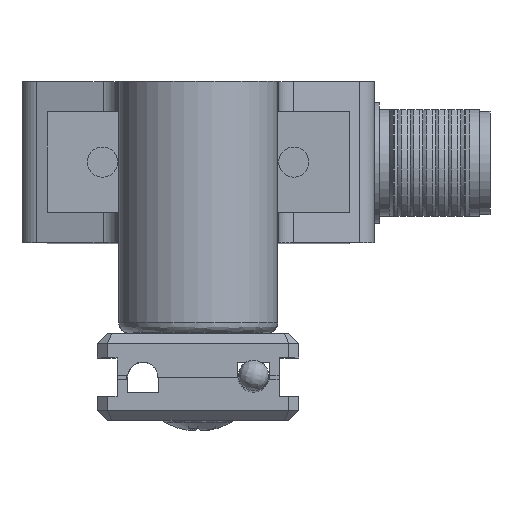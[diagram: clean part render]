
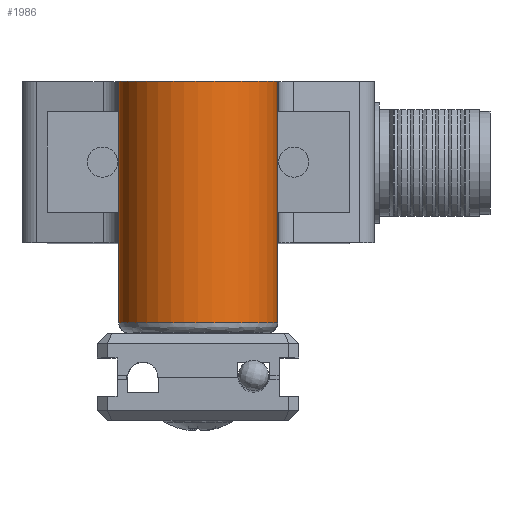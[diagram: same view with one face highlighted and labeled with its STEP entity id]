
A CAD part, top view. The second image highlights one B-rep face of the part: STEP entity #1986.
In plain terms, the highlighted cylindrical face has radius 7.9 mm (diameter 15.8 mm), a full revolution.
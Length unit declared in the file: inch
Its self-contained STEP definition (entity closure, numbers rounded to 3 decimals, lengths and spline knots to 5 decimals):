
#198 = CARTESIAN_POINT ( 'NONE',  ( -0.31102, 0., 0.70866 ) ) ;
#312 = ORIENTED_EDGE ( 'NONE', *, *, #9953, .T. ) ;
#398 = ORIENTED_EDGE ( 'NONE', *, *, #8208, .T. ) ;
#1171 = LINE ( 'NONE', #6546, #5474 ) ;
#1506 = VERTEX_POINT ( 'NONE', #6115 ) ;
#1917 = EDGE_LOOP ( 'NONE', ( #398 ) ) ;
#1986 = ADVANCED_FACE ( 'NONE', ( #10197, #10134 ), #4754, .T. ) ;
#2472 = CARTESIAN_POINT ( 'NONE',  ( 0., -0.94488, 0.70866 ) ) ;
#2557 = DIRECTION ( 'NONE',  ( 1., 0., 0. ) ) ;
#2693 = DIRECTION ( 'NONE',  ( 0., 1., 0. ) ) ;
#2829 = AXIS2_PLACEMENT_3D ( 'NONE', #5702, #11095, #11149 ) ;
#3047 = VERTEX_POINT ( 'NONE', #5723 ) ;
#3462 = DIRECTION ( 'NONE',  ( 1., 0., 0. ) ) ;
#3680 = CIRCLE ( 'NONE', #7267, 0.31102 ) ;
#3798 = DIRECTION ( 'NONE',  ( 1., 0., 0. ) ) ;
#4168 = DIRECTION ( 'NONE',  ( 0., -1., 0. ) ) ;
#4474 = EDGE_CURVE ( 'NONE', #4686, #7621, #1171, .T. ) ;
#4488 = ORIENTED_EDGE ( 'NONE', *, *, #4474, .T. ) ;
#4513 = EDGE_CURVE ( 'NONE', #8071, #1506, #10973, .T. ) ;
#4686 = VERTEX_POINT ( 'NONE', #6576 ) ;
#4754 = CYLINDRICAL_SURFACE ( 'NONE', #2829, 0.31102 ) ;
#5251 = AXIS2_PLACEMENT_3D ( 'NONE', #8447, #11080, #3798 ) ;
#5265 = ORIENTED_EDGE ( 'NONE', *, *, #6991, .T. ) ;
#5346 = EDGE_LOOP ( 'NONE', ( #5265, #4488, #312, #6122 ) ) ;
#5474 = VECTOR ( 'NONE', #10317, 39.37008 ) ;
#5702 = CARTESIAN_POINT ( 'NONE',  ( 0., 0., 0.70866 ) ) ;
#5723 = CARTESIAN_POINT ( 'NONE',  ( 0.31102, -0.94488, 0.70866 ) ) ;
#6002 = CIRCLE ( 'NONE', #5251, 0.31102 ) ;
#6088 = CARTESIAN_POINT ( 'NONE',  ( 0.31102, 0., 0.70866 ) ) ;
#6115 = CARTESIAN_POINT ( 'NONE',  ( -0.31102, -0.62992, 0.70866 ) ) ;
#6122 = ORIENTED_EDGE ( 'NONE', *, *, #4513, .T. ) ;
#6546 = CARTESIAN_POINT ( 'NONE',  ( 0.31102, 0., 0.70866 ) ) ;
#6576 = CARTESIAN_POINT ( 'NONE',  ( 0.31102, -0.62992, 0.70866 ) ) ;
#6991 = EDGE_CURVE ( 'NONE', #1506, #4686, #7423, .T. ) ;
#7201 = CARTESIAN_POINT ( 'NONE',  ( 0., -0.62992, 0.70866 ) ) ;
#7267 = AXIS2_PLACEMENT_3D ( 'NONE', #2472, #2693, #3462 ) ;
#7423 = CIRCLE ( 'NONE', #8964, 0.31102 ) ;
#7621 = VERTEX_POINT ( 'NONE', #6088 ) ;
#8071 = VERTEX_POINT ( 'NONE', #198 ) ;
#8208 = EDGE_CURVE ( 'NONE', #3047, #3047, #3680, .T. ) ;
#8447 = CARTESIAN_POINT ( 'NONE',  ( 0., 0., 0.70866 ) ) ;
#8733 = VECTOR ( 'NONE', #4168, 39.37008 ) ;
#8964 = AXIS2_PLACEMENT_3D ( 'NONE', #7201, #10840, #2557 ) ;
#9260 = CARTESIAN_POINT ( 'NONE',  ( -0.31102, 0., 0.70866 ) ) ;
#9953 = EDGE_CURVE ( 'NONE', #7621, #8071, #6002, .T. ) ;
#10134 = FACE_OUTER_BOUND ( 'NONE', #1917, .T. ) ;
#10197 = FACE_OUTER_BOUND ( 'NONE', #5346, .T. ) ;
#10317 = DIRECTION ( 'NONE',  ( 0., 1., 0. ) ) ;
#10840 = DIRECTION ( 'NONE',  ( 0., -1., 0. ) ) ;
#10973 = LINE ( 'NONE', #9260, #8733 ) ;
#11080 = DIRECTION ( 'NONE',  ( 0., -1., 0. ) ) ;
#11095 = DIRECTION ( 'NONE',  ( 0., -1., 0. ) ) ;
#11149 = DIRECTION ( 'NONE',  ( 1., 0., 0. ) ) ;
